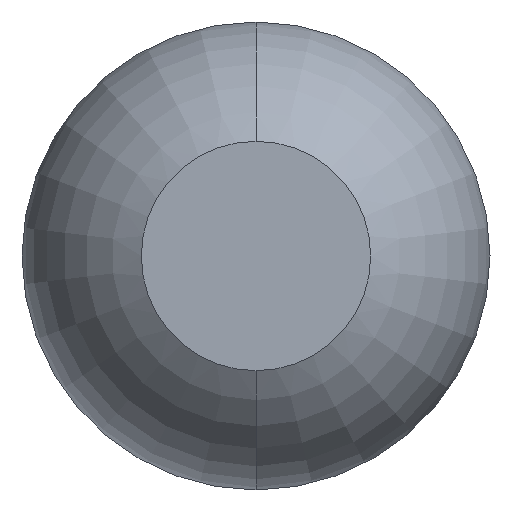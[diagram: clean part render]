
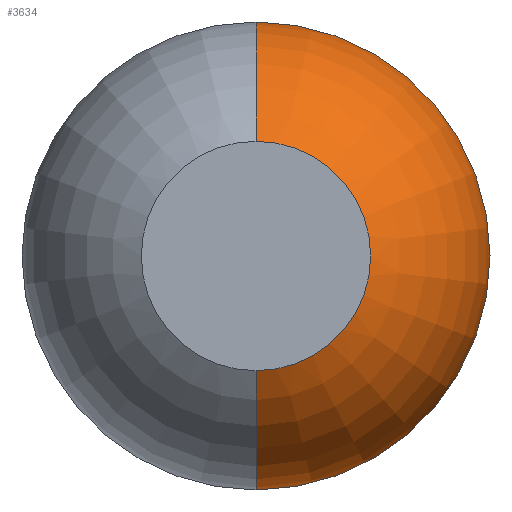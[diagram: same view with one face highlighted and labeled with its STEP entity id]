
A CAD part, front view. The second image highlights one B-rep face of the part: STEP entity #3634.
In plain terms, the highlighted toroidal (fillet/blend) face has major radius 0.01 mm and minor radius 0.5 mm.
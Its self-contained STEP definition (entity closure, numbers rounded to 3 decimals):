
#57 = DIRECTION ( 'NONE',  ( 0., 0., -1. ) ) ;
#114 = VERTEX_POINT ( 'NONE', #2233 ) ;
#165 = DIRECTION ( 'NONE',  ( 0., 0., 1. ) ) ;
#201 = AXIS2_PLACEMENT_3D ( 'NONE', #333, #2407, #57 ) ;
#233 = DIRECTION ( 'NONE',  ( 0., 0., 1. ) ) ;
#276 = CIRCLE ( 'NONE', #1116, 0.25 ) ;
#333 = CARTESIAN_POINT ( 'NONE',  ( 0., -26.961, -0.01 ) ) ;
#334 = ORIENTED_EDGE ( 'NONE', *, *, #3010, .T. ) ;
#337 = DIRECTION ( 'NONE',  ( 0., -1., 0. ) ) ;
#436 = ORIENTED_EDGE ( 'NONE', *, *, #3793, .F. ) ;
#492 = DIRECTION ( 'NONE',  ( 0., 1., 0. ) ) ;
#542 = CARTESIAN_POINT ( 'NONE',  ( 0., -26.961, 0. ) ) ;
#583 = CARTESIAN_POINT ( 'NONE',  ( 0., -26.961, 0.51 ) ) ;
#761 = EDGE_CURVE ( 'Defeature ausgef�hrt1_6+Defeature ausgef�hrt1_5+Defeature ausgef�hrt1_5+Defeature ausgef�hrt1_5', #967, #2110, #1345, .T. ) ;
#956 = CIRCLE ( 'NONE', #3798, 0.5 ) ;
#967 = VERTEX_POINT ( 'NONE', #583 ) ;
#1104 = CARTESIAN_POINT ( 'NONE',  ( 0., -26.961, -0.51 ) ) ;
#1116 = AXIS2_PLACEMENT_3D ( 'NONE', #1541, #337, #2408 ) ;
#1345 = CIRCLE ( 'NONE', #3483, 0.51 ) ;
#1346 = CARTESIAN_POINT ( 'NONE',  ( 0., -26.961, 0. ) ) ;
#1459 = ORIENTED_EDGE ( 'NONE', *, *, #761, .F. ) ;
#1536 = CIRCLE ( 'NONE', #201, 0.5 ) ;
#1541 = CARTESIAN_POINT ( 'NONE',  ( 0., -27.4, 0. ) ) ;
#1995 = EDGE_CURVE ( 'NONE', #114, #967, #956, .T. ) ;
#2026 = CARTESIAN_POINT ( 'NONE',  ( 0., -26.961, 0.01 ) ) ;
#2052 = FACE_OUTER_BOUND ( 'NONE', #3467, .T. ) ;
#2110 = VERTEX_POINT ( 'NONE', #1104 ) ;
#2233 = CARTESIAN_POINT ( 'NONE',  ( 0., -27.4, 0.25 ) ) ;
#2407 = DIRECTION ( 'NONE',  ( 1., 0., 0. ) ) ;
#2408 = DIRECTION ( 'NONE',  ( 0., 0., -1. ) ) ;
#2636 = AXIS2_PLACEMENT_3D ( 'NONE', #542, #492, #2916 ) ;
#2825 = TOROIDAL_SURFACE ( 'NONE', #2636, 0.01, 0.5 ) ;
#2916 = DIRECTION ( 'NONE',  ( 0., 0., 1. ) ) ;
#2948 = ORIENTED_EDGE ( 'NONE', *, *, #1995, .F. ) ;
#3010 = EDGE_CURVE ( 'NONE', #3766, #2110, #1536, .T. ) ;
#3294 = CARTESIAN_POINT ( 'NONE',  ( 0., -27.4, -0.25 ) ) ;
#3467 = EDGE_LOOP ( 'NONE', ( #436, #334, #1459, #2948 ) ) ;
#3483 = AXIS2_PLACEMENT_3D ( 'NONE', #1346, #3718, #165 ) ;
#3634 = ADVANCED_FACE ( 'Defeature ausgef�hrt1_5', ( #2052 ), #2825, .T. ) ;
#3718 = DIRECTION ( 'NONE',  ( 0., 1., 0. ) ) ;
#3766 = VERTEX_POINT ( 'NONE', #3294 ) ;
#3782 = DIRECTION ( 'NONE',  ( -1., 0., 0. ) ) ;
#3793 = EDGE_CURVE ( 'Defeature ausgef�hrt1_14+Defeature ausgef�hrt1_5+Defeature ausgef�hrt1_5+Defeature ausgef�hrt1_5', #3766, #114, #276, .T. ) ;
#3798 = AXIS2_PLACEMENT_3D ( 'NONE', #2026, #3782, #233 ) ;
